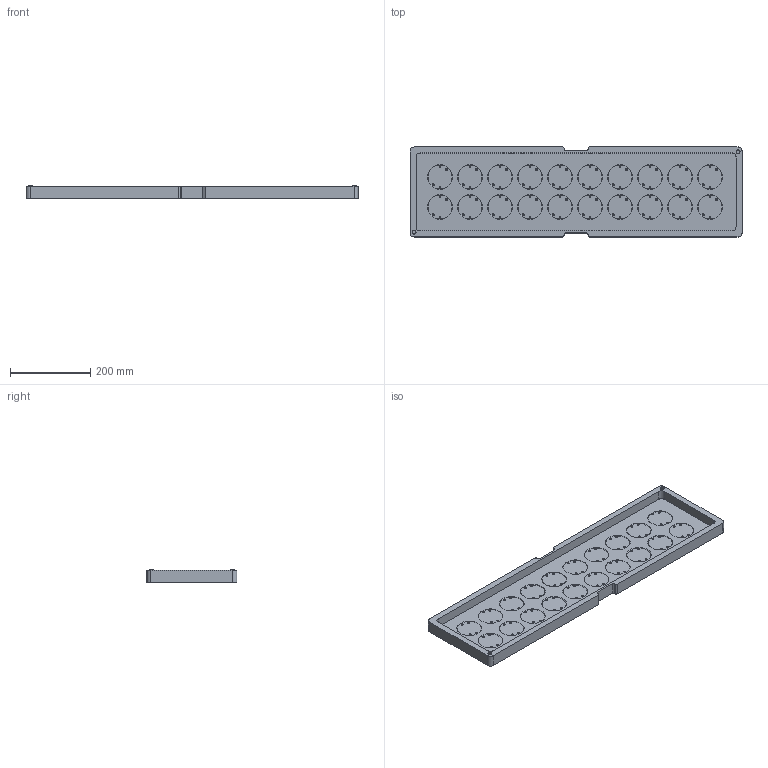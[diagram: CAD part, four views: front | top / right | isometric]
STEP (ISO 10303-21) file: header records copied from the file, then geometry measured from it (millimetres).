
FILE_DESCRIPTION(('CATIA V5 STEP Exchange'),'2;1');
FILE_NAME('Kutija_20Predmeta.stp','2023-04-13T23:02:48+00:00',('none'),('none'),'CATIA Version 5 Release 21 SP 6 (IN-10)','CATIA V5 STEP AP203','none');
FILE_SCHEMA(('CONFIG_CONTROL_DESIGN'));
Length unit declared in the file: millimetre
Products named in the file (1): Kutija
Bounding box: 830 x 225 x 32 mm (x, y, z)
Volume: 1760839.1 mm3; surface area: 485830.4 mm2
Topology: 1 solids, 1 shells, 515 faces, 1056 edges, 648 vertices
Faces by surface type: cone 208, cylinder 184, plane 123
Entity records: 12118 total; most frequent: ORIENTED_EDGE 2112, CARTESIAN_POINT 2035, DIRECTION 1704, EDGE_CURVE 1056, AXIS2_PLACEMENT_3D 943, VERTEX_POINT 648, EDGE_LOOP 620, CIRCLE 616
